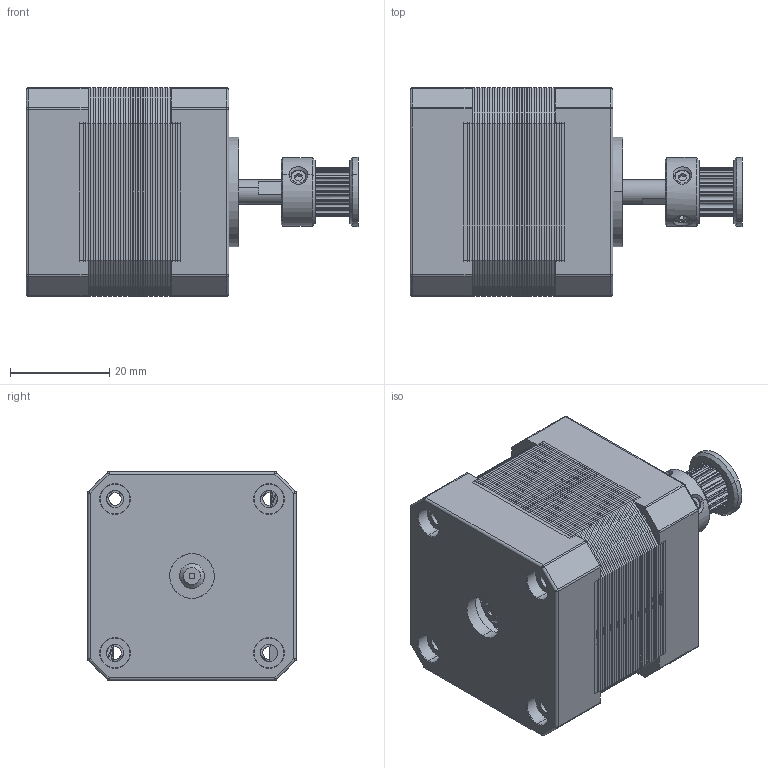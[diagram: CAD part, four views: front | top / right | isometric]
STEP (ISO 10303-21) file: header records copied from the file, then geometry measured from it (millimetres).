
FILE_DESCRIPTION(('CATIA V5 STEP Exchange'),'2;1');
FILE_NAME('X MOTOR GROUP.stp','2021-09-11T12:27:54+00:00',('none'),('none'),'CATIA Version 5 Release 20 GA (IN-10)','CATIA V5 STEP AP203','none');
FILE_SCHEMA(('CONFIG_CONTROL_DESIGN'));
Products named in the file (1): X MOTOR GROUP
Assembly tree (2 placements, depth 2):
  X MOTOR GROUP
    #58
    #62778
Bounding box: 66.85 x 42 x 42 mm (x, y, z)
Volume: 40839.3 mm3; surface area: 52935.1 mm2
Topology: 7 solids, 7 shells, 1864 faces, 5954 edges, 3888 vertices
Faces by surface type: cylinder 1002, plane 704, torus 76, bspline 38, cone 28, sphere 16
Entity records: 69186 total; most frequent: CARTESIAN_POINT 18091, ORIENTED_EDGE 11876, DIRECTION 8778, EDGE_CURVE 5938, AXIS2_PLACEMENT_3D 3931, VERTEX_POINT 3888, VECTOR 3017, LINE 3017
